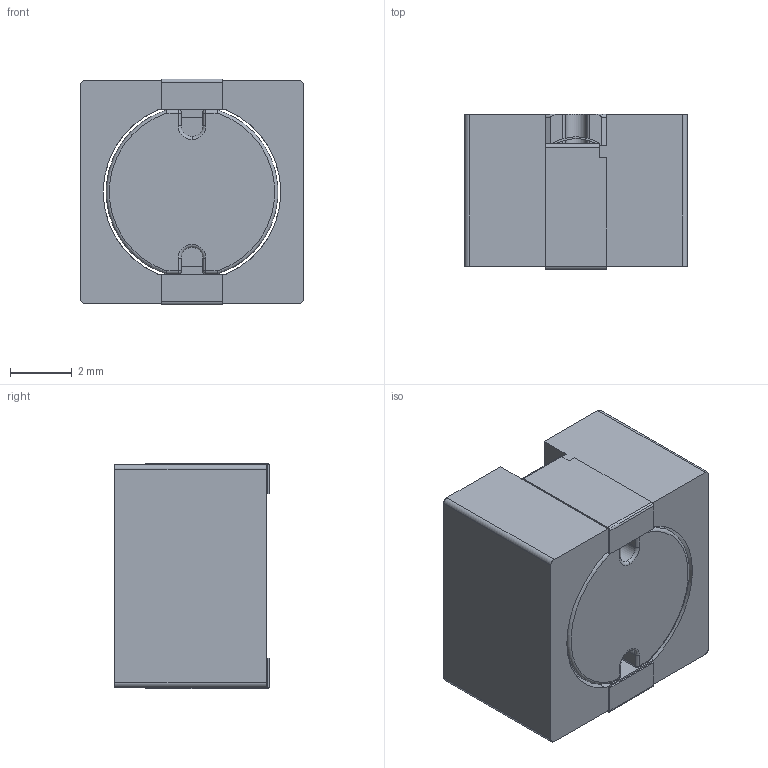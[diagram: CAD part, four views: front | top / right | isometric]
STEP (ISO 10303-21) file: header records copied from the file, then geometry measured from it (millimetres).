
FILE_DESCRIPTION (( 'STEP AP214' ), '1' );
FILE_NAME ('B1047AS-101M=P3.STEP', '2022-09-07T12:31:36', ( '' ), ( '' ), 'SwSTEP 2.0', 'SolidWorks 2018', '' );
FILE_SCHEMA (( 'AUTOMOTIVE_DESIGN' ));
Length unit declared in the file: millimetre
Products named in the file (1): B1047AS-101M=P3
Bounding box: 7.2 x 5.01 x 7.3 mm (x, y, z)
Volume: 239.4 mm3; surface area: 473.8 mm2
Topology: 8 solids, 8 shells, 143 faces, 363 edges, 232 vertices
Faces by surface type: plane 82, cylinder 42, bspline 8, torus 7, sphere 4
Entity records: 6070 total; most frequent: CARTESIAN_POINT 966, ORIENTED_EDGE 718, DIRECTION 693, EDGE_CURVE 359, VECTOR 239, LINE 239, VERTEX_POINT 232, AXIS2_PLACEMENT_3D 227
